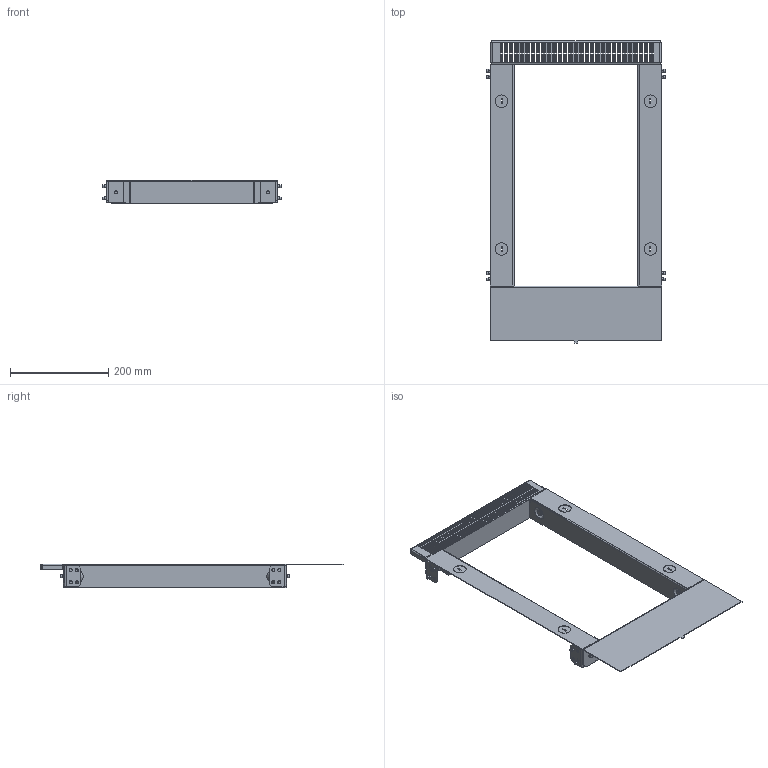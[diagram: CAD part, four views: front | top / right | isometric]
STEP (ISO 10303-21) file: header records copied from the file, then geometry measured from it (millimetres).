
FILE_DESCRIPTION(('STEP AP214'),'1');
FILE_NAME('cctmp_9FBA1790-92C8-4F14-BA9F-640E5C4EE83F_2024_05_06_11_42_39_0420..stp','2024-05-06T09:42:40',('SIEMENS A&D'),('CADClick - www.CADClick.com'),'Spatial InterOp 3D',' ','unknown authorization');
FILE_SCHEMA(('AUTOMOTIVE_DESIGN'));
Length unit declared in the file: millimetre
Products named in the file (29): cc_unnamed; 2024_05_06_11_42_39_0404; 2024_05_06_11_42_39_0373; 2024_05_06_11_42_39_0342; 2024_05_06_11_42_39_0310; 2024_05_06_11_42_39_0279; 2024_05_06_11_42_39_0239; 2024_05_06_11_42_39_0208; 2024_05_06_11_42_39_0177; 2024_05_06_11_42_39_0145; 2024_05_06_11_42_39_0114; 2024_05_06_11_42_39_0083; 2024_05_06_11_42_39_0052; 2024_05_06_11_42_39_0020; 2024_05_06_11_42_38_0989; 2024_05_06_11_42_38_0958; 2024_05_06_11_42_38_0927; 2024_05_06_11_42_38_0895; 2024_05_06_11_42_38_0864; 2024_05_06_11_42_38_0833; 2024_05_06_11_42_38_0802; 2024_05_06_11_42_38_0770; 2024_05_06_11_42_38_0728; 2024_05_06_11_42_38_0697; 2024_05_06_11_42_38_0666; 2024_05_06_11_42_38_0603; 2024_05_06_11_42_38_0572; 2024_05_06_11_42_38_0541; 2024_05_06_11_42_38_0505
Assembly tree (28 placements, depth 2):
  cc_unnamed
    2024_05_06_11_42_39_0404
    2024_05_06_11_42_39_0373
    2024_05_06_11_42_39_0342
    2024_05_06_11_42_39_0310
    2024_05_06_11_42_39_0279
    2024_05_06_11_42_39_0239
    2024_05_06_11_42_39_0208
    2024_05_06_11_42_39_0177
    2024_05_06_11_42_39_0145
    2024_05_06_11_42_39_0114
    2024_05_06_11_42_39_0083
    2024_05_06_11_42_39_0052
    2024_05_06_11_42_39_0020
    2024_05_06_11_42_38_0989
    2024_05_06_11_42_38_0958
    2024_05_06_11_42_38_0927
    2024_05_06_11_42_38_0895
    2024_05_06_11_42_38_0864
    2024_05_06_11_42_38_0833
    2024_05_06_11_42_38_0802
    2024_05_06_11_42_38_0770
    2024_05_06_11_42_38_0728
    2024_05_06_11_42_38_0697
    2024_05_06_11_42_38_0666
    2024_05_06_11_42_38_0603
    2024_05_06_11_42_38_0572
    2024_05_06_11_42_38_0541
    2024_05_06_11_42_38_0505
Bounding box: 366 x 616 x 48 mm (x, y, z)
Volume: 298039.2 mm3; surface area: 400692 mm2
Topology: 28 solids, 28 shells, 792 faces, 2024 edges, 1324 vertices
Faces by surface type: plane 482, cylinder 230, cone 80
Entity records: 31546 total; most frequent: DIRECTION 4226, CARTESIAN_POINT 4169, ORIENTED_EDGE 4048, EDGE_CURVE 2024, LINE 1464, VECTOR 1464, AXIS2_PLACEMENT_3D 1381, VERTEX_POINT 1324
